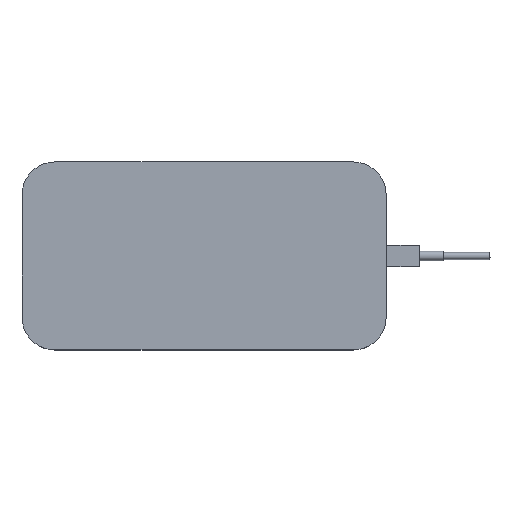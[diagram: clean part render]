
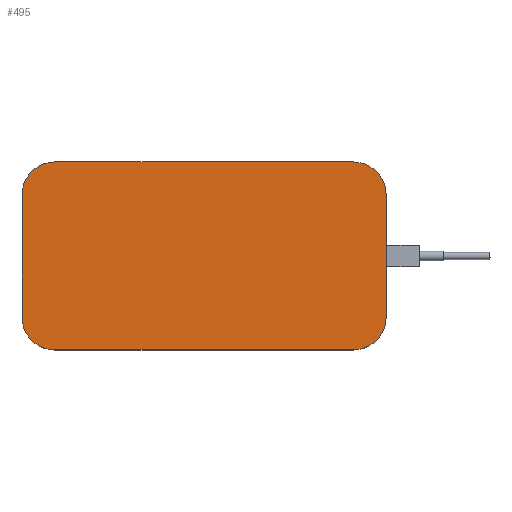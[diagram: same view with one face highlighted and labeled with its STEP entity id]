
A CAD part, top view. The second image highlights one B-rep face of the part: STEP entity #495.
In plain terms, the highlighted planar face has unit normal (0, 0, 1).
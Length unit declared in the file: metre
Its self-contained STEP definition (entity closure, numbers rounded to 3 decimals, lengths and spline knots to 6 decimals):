
#32=CIRCLE('',#557,0.014);
#33=CIRCLE('',#558,0.014);
#34=CIRCLE('',#559,0.014);
#35=CIRCLE('',#560,0.014);
#116=ORIENTED_EDGE('',*,*,#206,.F.);
#117=ORIENTED_EDGE('',*,*,#216,.T.);
#118=ORIENTED_EDGE('',*,*,#208,.T.);
#119=ORIENTED_EDGE('',*,*,#217,.T.);
#120=ORIENTED_EDGE('',*,*,#212,.T.);
#121=ORIENTED_EDGE('',*,*,#218,.T.);
#122=ORIENTED_EDGE('',*,*,#198,.F.);
#123=ORIENTED_EDGE('',*,*,#219,.T.);
#198=EDGE_CURVE('',#254,#255,#302,.T.);
#206=EDGE_CURVE('',#262,#263,#310,.T.);
#208=EDGE_CURVE('',#264,#265,#312,.T.);
#212=EDGE_CURVE('',#268,#269,#316,.T.);
#216=EDGE_CURVE('',#262,#264,#32,.T.);
#217=EDGE_CURVE('',#265,#268,#33,.T.);
#218=EDGE_CURVE('',#269,#255,#34,.T.);
#219=EDGE_CURVE('',#254,#263,#35,.T.);
#254=VERTEX_POINT('',#788);
#255=VERTEX_POINT('',#790);
#262=VERTEX_POINT('',#805);
#263=VERTEX_POINT('',#807);
#264=VERTEX_POINT('',#811);
#265=VERTEX_POINT('',#812);
#268=VERTEX_POINT('',#820);
#269=VERTEX_POINT('',#821);
#302=LINE('',#789,#354);
#310=LINE('',#806,#362);
#312=LINE('',#810,#364);
#316=LINE('',#819,#368);
#354=VECTOR('',#646,1.);
#362=VECTOR('',#656,1.);
#364=VECTOR('',#660,1.);
#368=VECTOR('',#666,1.);
#405=EDGE_LOOP('',(#116,#117,#118,#119,#120,#121,#122,#123));
#441=FACE_BOUND('',#405,.T.);
#469=PLANE('',#556);
#495=ADVANCED_FACE('',(#441),#469,.T.);
#556=AXIS2_PLACEMENT_3D('',#827,#670,#671);
#557=AXIS2_PLACEMENT_3D('',#828,#672,#673);
#558=AXIS2_PLACEMENT_3D('',#829,#674,#675);
#559=AXIS2_PLACEMENT_3D('',#830,#676,#677);
#560=AXIS2_PLACEMENT_3D('',#831,#678,#679);
#646=DIRECTION('',(0.,-1.,0.));
#656=DIRECTION('',(1.,0.,0.));
#660=DIRECTION('',(0.,-1.,0.));
#666=DIRECTION('',(1.,0.,0.));
#670=DIRECTION('',(0.,0.,1.));
#671=DIRECTION('',(1.,0.,0.));
#672=DIRECTION('',(0.,0.,1.));
#673=DIRECTION('',(1.,0.,0.));
#674=DIRECTION('',(0.,0.,1.));
#675=DIRECTION('',(1.,0.,0.));
#676=DIRECTION('',(0.,0.,1.));
#677=DIRECTION('',(1.,0.,0.));
#678=DIRECTION('',(0.,0.,1.));
#679=DIRECTION('',(1.,0.,0.));
#788=CARTESIAN_POINT('',(0.0775,0.026,0.013));
#789=CARTESIAN_POINT('',(0.0775,0.,0.013));
#790=CARTESIAN_POINT('',(0.0775,-0.026,0.013));
#805=CARTESIAN_POINT('',(-0.0635,0.04,0.013));
#806=CARTESIAN_POINT('',(0.,0.04,0.013));
#807=CARTESIAN_POINT('',(0.0635,0.04,0.013));
#810=CARTESIAN_POINT('',(-0.0775,0.,0.013));
#811=CARTESIAN_POINT('',(-0.0775,0.026,0.013));
#812=CARTESIAN_POINT('',(-0.0775,-0.026,0.013));
#819=CARTESIAN_POINT('',(0.,-0.04,0.013));
#820=CARTESIAN_POINT('',(-0.0635,-0.04,0.013));
#821=CARTESIAN_POINT('',(0.0635,-0.04,0.013));
#827=CARTESIAN_POINT('',(0.,0.,0.013));
#828=CARTESIAN_POINT('',(-0.0635,0.026,0.013));
#829=CARTESIAN_POINT('',(-0.0635,-0.026,0.013));
#830=CARTESIAN_POINT('',(0.0635,-0.026,0.013));
#831=CARTESIAN_POINT('',(0.0635,0.026,0.013));
